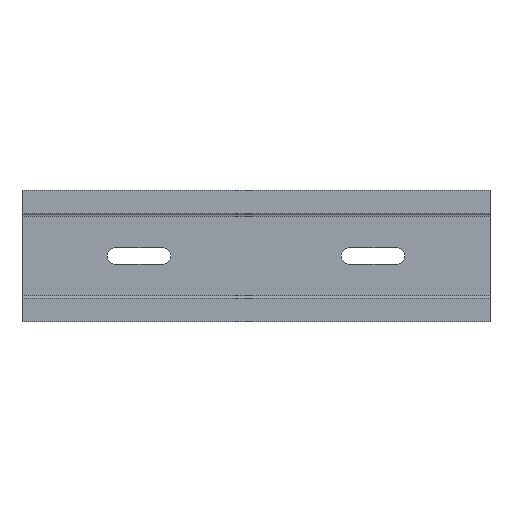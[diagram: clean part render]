
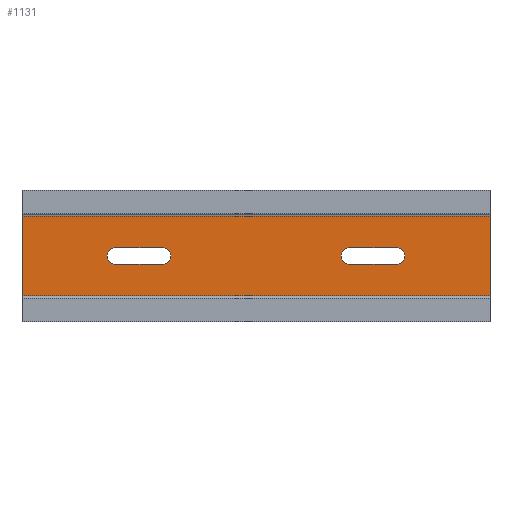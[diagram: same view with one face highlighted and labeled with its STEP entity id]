
A CAD part, front view. The second image highlights one B-rep face of the part: STEP entity #1131.
In plain terms, the highlighted planar face has unit normal (0, -1, 0).
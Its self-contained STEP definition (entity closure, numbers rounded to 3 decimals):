
#35 = CARTESIAN_POINT ( 'NONE',  ( -105.75, -16.92, 217. ) ) ;
#56 = DIRECTION ( 'NONE',  ( 1., 0., 0. ) ) ;
#57 = VERTEX_POINT ( 'NONE', #355 ) ;
#97 = DIRECTION ( 'NONE',  ( 0., 0., 1. ) ) ;
#99 = DIRECTION ( 'NONE',  ( 0., 0., 1. ) ) ;
#125 = ORIENTED_EDGE ( 'NONE', *, *, #138, .T. ) ;
#129 = DIRECTION ( 'NONE',  ( 0., 1., 0. ) ) ;
#138 = EDGE_CURVE ( 'NONE', #1041, #1211, #1003, .T. ) ;
#191 = DIRECTION ( 'NONE',  ( 0., 0., 1. ) ) ;
#195 = CIRCLE ( 'NONE', #1008, 3.5 ) ;
#197 = CIRCLE ( 'NONE', #1656, 3.5 ) ;
#221 = VERTEX_POINT ( 'NONE', #294 ) ;
#280 = VECTOR ( 'NONE', #912, 1000. ) ;
#294 = CARTESIAN_POINT ( 'NONE',  ( 94.25, -16.92, 183. ) ) ;
#317 = LINE ( 'NONE', #336, #1632 ) ;
#322 = EDGE_CURVE ( 'NONE', #1211, #402, #444, .T. ) ;
#336 = CARTESIAN_POINT ( 'NONE',  ( 94.25, -16.92, 218. ) ) ;
#355 = CARTESIAN_POINT ( 'NONE',  ( -105.75, -16.92, 183. ) ) ;
#368 = ORIENTED_EDGE ( 'NONE', *, *, #700, .T. ) ;
#373 = EDGE_CURVE ( 'NONE', #57, #221, #1629, .T. ) ;
#380 = DIRECTION ( 'NONE',  ( 0., 0., 1. ) ) ;
#400 = ORIENTED_EDGE ( 'NONE', *, *, #1552, .T. ) ;
#402 = VERTEX_POINT ( 'NONE', #1613 ) ;
#409 = VERTEX_POINT ( 'NONE', #972 ) ;
#438 = ORIENTED_EDGE ( 'NONE', *, *, #1056, .T. ) ;
#444 = CIRCLE ( 'NONE', #1627, 3.5 ) ;
#469 = EDGE_CURVE ( 'NONE', #402, #839, #1128, .T. ) ;
#479 = VERTEX_POINT ( 'NONE', #1640 ) ;
#524 = ORIENTED_EDGE ( 'NONE', *, *, #993, .T. ) ;
#532 = EDGE_CURVE ( 'NONE', #1114, #479, #195, .T. ) ;
#546 = LINE ( 'NONE', #1548, #280 ) ;
#553 = CIRCLE ( 'NONE', #850, 3.5 ) ;
#605 = LINE ( 'NONE', #718, #1492 ) ;
#624 = CARTESIAN_POINT ( 'NONE',  ( 94.25, -16.92, 217. ) ) ;
#630 = CARTESIAN_POINT ( 'NONE',  ( -65.75, -16.92, 196.5 ) ) ;
#634 = VECTOR ( 'NONE', #1453, 1000. ) ;
#639 = FACE_BOUND ( 'NONE', #1245, .T. ) ;
#640 = ORIENTED_EDGE ( 'NONE', *, *, #373, .T. ) ;
#656 = CARTESIAN_POINT ( 'NONE',  ( 34.25, -16.92, 200. ) ) ;
#700 = EDGE_CURVE ( 'NONE', #479, #1593, #1304, .T. ) ;
#701 = EDGE_LOOP ( 'NONE', ( #730, #640, #400, #780 ) ) ;
#707 = CARTESIAN_POINT ( 'NONE',  ( -45.75, -16.92, 203.5 ) ) ;
#718 = CARTESIAN_POINT ( 'NONE',  ( -105.75, -16.92, 218. ) ) ;
#730 = ORIENTED_EDGE ( 'NONE', *, *, #940, .F. ) ;
#732 = EDGE_CURVE ( 'NONE', #1593, #409, #553, .T. ) ;
#757 = DIRECTION ( 'NONE',  ( -1., 0., 0. ) ) ;
#763 = CARTESIAN_POINT ( 'NONE',  ( -65.75, -16.92, 200. ) ) ;
#780 = ORIENTED_EDGE ( 'NONE', *, *, #1310, .T. ) ;
#788 = CARTESIAN_POINT ( 'NONE',  ( 54.25, -16.92, 203.5 ) ) ;
#839 = VERTEX_POINT ( 'NONE', #1432 ) ;
#846 = CARTESIAN_POINT ( 'NONE',  ( 94.25, -16.92, 183. ) ) ;
#850 = AXIS2_PLACEMENT_3D ( 'NONE', #1463, #1599, #1222 ) ;
#855 = CARTESIAN_POINT ( 'NONE',  ( -105.75, -16.92, 203.5 ) ) ;
#858 = LINE ( 'NONE', #1369, #1123 ) ;
#868 = CARTESIAN_POINT ( 'NONE',  ( 34.25, -16.92, 203.5 ) ) ;
#902 = PLANE ( 'NONE',  #1518 ) ;
#911 = ORIENTED_EDGE ( 'NONE', *, *, #322, .T. ) ;
#912 = DIRECTION ( 'NONE',  ( -1., 0., 0. ) ) ;
#921 = ORIENTED_EDGE ( 'NONE', *, *, #732, .T. ) ;
#931 = ORIENTED_EDGE ( 'NONE', *, *, #469, .T. ) ;
#940 = EDGE_CURVE ( 'NONE', #57, #1389, #605, .T. ) ;
#972 = CARTESIAN_POINT ( 'NONE',  ( -45.75, -16.92, 196.5 ) ) ;
#977 = DIRECTION ( 'NONE',  ( 0., 1., 0. ) ) ;
#991 = DIRECTION ( 'NONE',  ( -1., 0., 0. ) ) ;
#993 = EDGE_CURVE ( 'NONE', #409, #1114, #858, .T. ) ;
#1002 = ORIENTED_EDGE ( 'NONE', *, *, #532, .T. ) ;
#1003 = LINE ( 'NONE', #855, #1487 ) ;
#1008 = AXIS2_PLACEMENT_3D ( 'NONE', #763, #1257, #99 ) ;
#1017 = FACE_BOUND ( 'NONE', #1270, .T. ) ;
#1041 = VERTEX_POINT ( 'NONE', #868 ) ;
#1043 = VERTEX_POINT ( 'NONE', #624 ) ;
#1056 = EDGE_CURVE ( 'NONE', #839, #1041, #197, .T. ) ;
#1063 = CARTESIAN_POINT ( 'NONE',  ( -105.75, -16.92, 203.5 ) ) ;
#1114 = VERTEX_POINT ( 'NONE', #630 ) ;
#1115 = DIRECTION ( 'NONE',  ( 0., 0., 1. ) ) ;
#1123 = VECTOR ( 'NONE', #991, 1000. ) ;
#1128 = LINE ( 'NONE', #1271, #1300 ) ;
#1131 = ADVANCED_FACE ( 'NONE', ( #639, #1017, #1671 ), #902, .F. ) ;
#1211 = VERTEX_POINT ( 'NONE', #788 ) ;
#1222 = DIRECTION ( 'NONE',  ( 0., 0., 1. ) ) ;
#1245 = EDGE_LOOP ( 'NONE', ( #931, #438, #125, #911 ) ) ;
#1257 = DIRECTION ( 'NONE',  ( 0., 1., 0. ) ) ;
#1270 = EDGE_LOOP ( 'NONE', ( #524, #1002, #368, #921 ) ) ;
#1271 = CARTESIAN_POINT ( 'NONE',  ( -105.75, -16.92, 196.5 ) ) ;
#1300 = VECTOR ( 'NONE', #757, 1000. ) ;
#1304 = LINE ( 'NONE', #1063, #634 ) ;
#1310 = EDGE_CURVE ( 'NONE', #1043, #1389, #546, .T. ) ;
#1369 = CARTESIAN_POINT ( 'NONE',  ( -105.75, -16.92, 196.5 ) ) ;
#1380 = DIRECTION ( 'NONE',  ( 1., 0., 0. ) ) ;
#1386 = CARTESIAN_POINT ( 'NONE',  ( -105.75, -16.92, 218. ) ) ;
#1389 = VERTEX_POINT ( 'NONE', #35 ) ;
#1415 = DIRECTION ( 'NONE',  ( 0., 0., 1. ) ) ;
#1432 = CARTESIAN_POINT ( 'NONE',  ( 34.25, -16.92, 196.5 ) ) ;
#1453 = DIRECTION ( 'NONE',  ( 1., 0., 0. ) ) ;
#1463 = CARTESIAN_POINT ( 'NONE',  ( -45.75, -16.92, 200. ) ) ;
#1487 = VECTOR ( 'NONE', #1380, 1000. ) ;
#1492 = VECTOR ( 'NONE', #191, 1000. ) ;
#1518 = AXIS2_PLACEMENT_3D ( 'NONE', #1386, #129, #1415 ) ;
#1524 = DIRECTION ( 'NONE',  ( 0., 1., 0. ) ) ;
#1548 = CARTESIAN_POINT ( 'NONE',  ( -105.75, -16.92, 217. ) ) ;
#1552 = EDGE_CURVE ( 'NONE', #221, #1043, #317, .T. ) ;
#1566 = VECTOR ( 'NONE', #56, 1000. ) ;
#1593 = VERTEX_POINT ( 'NONE', #707 ) ;
#1599 = DIRECTION ( 'NONE',  ( 0., 1., 0. ) ) ;
#1601 = CARTESIAN_POINT ( 'NONE',  ( 54.25, -16.92, 200. ) ) ;
#1613 = CARTESIAN_POINT ( 'NONE',  ( 54.25, -16.92, 196.5 ) ) ;
#1627 = AXIS2_PLACEMENT_3D ( 'NONE', #1601, #977, #97 ) ;
#1629 = LINE ( 'NONE', #846, #1566 ) ;
#1632 = VECTOR ( 'NONE', #1115, 1000. ) ;
#1640 = CARTESIAN_POINT ( 'NONE',  ( -65.75, -16.92, 203.5 ) ) ;
#1656 = AXIS2_PLACEMENT_3D ( 'NONE', #656, #1524, #380 ) ;
#1671 = FACE_OUTER_BOUND ( 'NONE', #701, .T. ) ;
